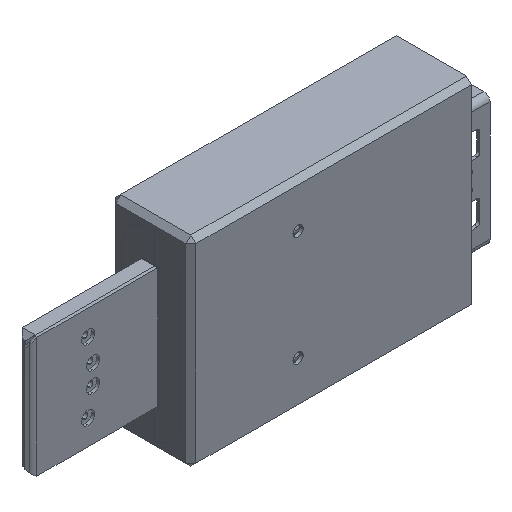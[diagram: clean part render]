
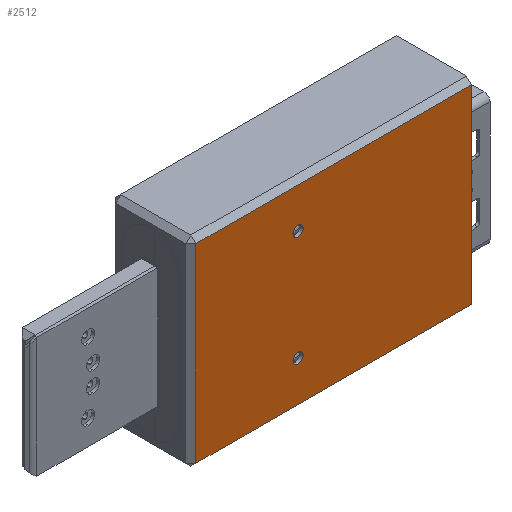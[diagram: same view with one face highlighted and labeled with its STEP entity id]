
A CAD part, isometric view. The second image highlights one B-rep face of the part: STEP entity #2512.
In plain terms, the highlighted planar face has unit normal (0, -1, 0).
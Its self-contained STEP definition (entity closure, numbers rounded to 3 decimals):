
#241 = DIRECTION ( 'NONE',  ( 1., 0., 0. ) ) ;
#1429 = DIRECTION ( 'NONE',  ( 1., 0., 0. ) ) ;
#1430 = LINE ( 'NONE', #12163, #16368 ) ;
#1590 = LINE ( 'NONE', #22890, #13652 ) ;
#1883 = DIRECTION ( 'NONE',  ( 0., 1., 0. ) ) ;
#2338 = ORIENTED_EDGE ( 'NONE', *, *, #3465, .F. ) ;
#2512 = ADVANCED_FACE ( 'Defeature ausgef�hrt2_87', ( #11725, #19746, #10327 ), #14721, .F. ) ;
#2740 = AXIS2_PLACEMENT_3D ( 'NONE', #4966, #6759, #1429 ) ;
#3259 = AXIS2_PLACEMENT_3D ( 'NONE', #14640, #1883, #14868 ) ;
#3298 = CARTESIAN_POINT ( 'NONE',  ( 3.65, -4.28, -5.5 ) ) ;
#3465 = EDGE_CURVE ( 'Defeature ausgef�hrt2_67+Defeature ausgef�hrt2_87+Defeature ausgef�hrt2_87+Defeature ausgef�hrt2_87', #16150, #11381, #10833, .T. ) ;
#3856 = CARTESIAN_POINT ( 'NONE',  ( 3.15, -4.28, -5.5 ) ) ;
#4183 = ORIENTED_EDGE ( 'NONE', *, *, #14275, .T. ) ;
#4376 = DIRECTION ( 'NONE',  ( -1., 0., 0. ) ) ;
#4540 = CARTESIAN_POINT ( 'NONE',  ( 3.15, -4.28, 5.5 ) ) ;
#4712 = CIRCLE ( 'NONE', #2740, 0.5 ) ;
#4908 = VERTEX_POINT ( 'NONE', #16558 ) ;
#4966 = CARTESIAN_POINT ( 'NONE',  ( 3.15, -4.28, 5.5 ) ) ;
#5169 = ORIENTED_EDGE ( 'NONE', *, *, #6929, .F. ) ;
#5368 = CARTESIAN_POINT ( 'NONE',  ( 20.45, -4.28, -9.5 ) ) ;
#6076 = EDGE_LOOP ( 'NONE', ( #5169, #2338 ) ) ;
#6086 = CARTESIAN_POINT ( 'NONE',  ( 20.45, -4.28, -10. ) ) ;
#6391 = AXIS2_PLACEMENT_3D ( 'NONE', #3856, #11264, #241 ) ;
#6530 = LINE ( 'NONE', #6086, #20848 ) ;
#6759 = DIRECTION ( 'NONE',  ( 0., -1., 0. ) ) ;
#6929 = EDGE_CURVE ( 'Defeature ausgef�hrt2_67+Defeature ausgef�hrt2_87+Defeature ausgef�hrt2_87+Defeature ausgef�hrt2_87', #11381, #16150, #20462, .T. ) ;
#6979 = VECTOR ( 'NONE', #16585, 1000. ) ;
#7005 = CARTESIAN_POINT ( 'NONE',  ( 20.45, -4.28, 9.5 ) ) ;
#7384 = ORIENTED_EDGE ( 'NONE', *, *, #22969, .F. ) ;
#8002 = ORIENTED_EDGE ( 'NONE', *, *, #17313, .T. ) ;
#8728 = DIRECTION ( 'NONE',  ( 1., 0., 0. ) ) ;
#9051 = CARTESIAN_POINT ( 'NONE',  ( 2.65, -4.28, -5.5 ) ) ;
#9284 = VERTEX_POINT ( 'NONE', #21608 ) ;
#10117 = DIRECTION ( 'NONE',  ( 0., -1., 0. ) ) ;
#10316 = CIRCLE ( 'NONE', #15459, 0.5 ) ;
#10327 = FACE_OUTER_BOUND ( 'NONE', #11596, .T. ) ;
#10553 = DIRECTION ( 'NONE',  ( 0., -1., 0. ) ) ;
#10833 = CIRCLE ( 'NONE', #18602, 0.5 ) ;
#11264 = DIRECTION ( 'NONE',  ( 0., -1., 0. ) ) ;
#11381 = VERTEX_POINT ( 'NONE', #3298 ) ;
#11596 = EDGE_LOOP ( 'NONE', ( #4183, #8002, #13012, #23471 ) ) ;
#11725 = FACE_BOUND ( 'NONE', #6076, .T. ) ;
#12163 = CARTESIAN_POINT ( 'NONE',  ( -7.55, -4.28, -9.5 ) ) ;
#12177 = EDGE_LOOP ( 'NONE', ( #13296, #7384 ) ) ;
#12636 = VERTEX_POINT ( 'NONE', #12850 ) ;
#12850 = CARTESIAN_POINT ( 'NONE',  ( -7.05, -4.28, -9.5 ) ) ;
#13012 = ORIENTED_EDGE ( 'NONE', *, *, #18660, .T. ) ;
#13296 = ORIENTED_EDGE ( 'NONE', *, *, #20664, .F. ) ;
#13652 = VECTOR ( 'NONE', #4376, 1000. ) ;
#14092 = VERTEX_POINT ( 'NONE', #5368 ) ;
#14275 = EDGE_CURVE ( 'Defeature ausgef�hrt2_87+Defeature ausgef�hrt2_89+Defeature ausgef�hrt2_98+Defeature ausgef�hrt2_92', #14092, #20332, #6530, .T. ) ;
#14593 = CARTESIAN_POINT ( 'NONE',  ( -7.05, -4.28, -10. ) ) ;
#14640 = CARTESIAN_POINT ( 'NONE',  ( -7.55, -4.28, -10. ) ) ;
#14721 = PLANE ( 'NONE',  #3259 ) ;
#14868 = DIRECTION ( 'NONE',  ( -1., 0., 0. ) ) ;
#15459 = AXIS2_PLACEMENT_3D ( 'NONE', #4540, #10117, #23072 ) ;
#16150 = VERTEX_POINT ( 'NONE', #9051 ) ;
#16368 = VECTOR ( 'NONE', #8728, 1000. ) ;
#16397 = VERTEX_POINT ( 'NONE', #23207 ) ;
#16558 = CARTESIAN_POINT ( 'NONE',  ( 2.65, -4.28, 5.5 ) ) ;
#16585 = DIRECTION ( 'NONE',  ( 0., 0., -1. ) ) ;
#17313 = EDGE_CURVE ( 'Defeature ausgef�hrt2_87+Defeature ausgef�hrt2_92+Defeature ausgef�hrt2_89+Defeature ausgef�hrt2_97', #20332, #9284, #1590, .T. ) ;
#17639 = CARTESIAN_POINT ( 'NONE',  ( 3.15, -4.28, -5.5 ) ) ;
#18602 = AXIS2_PLACEMENT_3D ( 'NONE', #17639, #10553, #21256 ) ;
#18660 = EDGE_CURVE ( 'Defeature ausgef�hrt2_87+Defeature ausgef�hrt2_97+Defeature ausgef�hrt2_92+Defeature ausgef�hrt2_98', #9284, #12636, #21587, .T. ) ;
#19583 = EDGE_CURVE ( 'Defeature ausgef�hrt2_87+Defeature ausgef�hrt2_98+Defeature ausgef�hrt2_97+Defeature ausgef�hrt2_89', #12636, #14092, #1430, .T. ) ;
#19746 = FACE_BOUND ( 'NONE', #12177, .T. ) ;
#20332 = VERTEX_POINT ( 'NONE', #7005 ) ;
#20462 = CIRCLE ( 'NONE', #6391, 0.5 ) ;
#20664 = EDGE_CURVE ( 'Defeature ausgef�hrt2_2+Defeature ausgef�hrt2_87+Defeature ausgef�hrt2_87+Defeature ausgef�hrt2_87', #16397, #4908, #10316, .T. ) ;
#20755 = DIRECTION ( 'NONE',  ( 0., 0., 1. ) ) ;
#20848 = VECTOR ( 'NONE', #20755, 1000. ) ;
#21256 = DIRECTION ( 'NONE',  ( 1., 0., 0. ) ) ;
#21587 = LINE ( 'NONE', #14593, #6979 ) ;
#21608 = CARTESIAN_POINT ( 'NONE',  ( -7.05, -4.28, 9.5 ) ) ;
#22890 = CARTESIAN_POINT ( 'NONE',  ( -7.55, -4.28, 9.5 ) ) ;
#22969 = EDGE_CURVE ( 'Defeature ausgef�hrt2_2+Defeature ausgef�hrt2_87+Defeature ausgef�hrt2_87+Defeature ausgef�hrt2_87', #4908, #16397, #4712, .T. ) ;
#23072 = DIRECTION ( 'NONE',  ( 1., 0., 0. ) ) ;
#23207 = CARTESIAN_POINT ( 'NONE',  ( 3.65, -4.28, 5.5 ) ) ;
#23471 = ORIENTED_EDGE ( 'NONE', *, *, #19583, .T. ) ;
